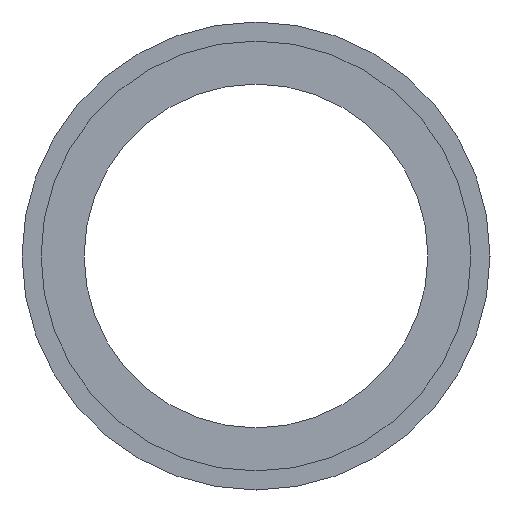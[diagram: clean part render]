
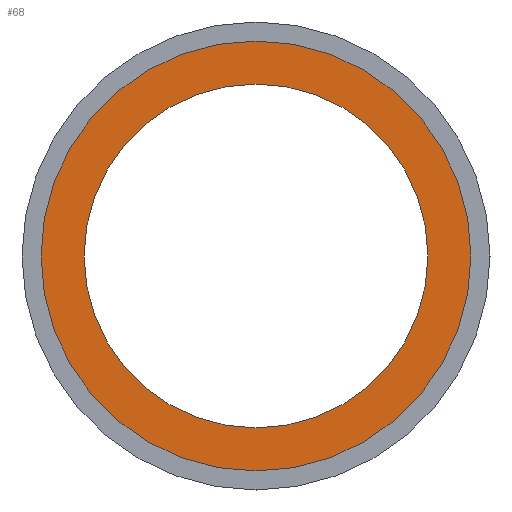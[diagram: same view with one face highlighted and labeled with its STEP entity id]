
A CAD part, front view. The second image highlights one B-rep face of the part: STEP entity #68.
In plain terms, the highlighted planar face has unit normal (0, -1, 0).
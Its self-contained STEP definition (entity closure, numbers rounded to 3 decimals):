
#20 = DIRECTION ( 'NONE',  ( 0., 0., -1. ) ) ;
#66 = DIRECTION ( 'NONE',  ( 0., 0., -1. ) ) ;
#68 = ADVANCED_FACE ( 'NONE', ( #331, #675 ), #144, .T. ) ;
#89 = AXIS2_PLACEMENT_3D ( 'NONE', #538, #706, #591 ) ;
#107 = CARTESIAN_POINT ( 'NONE',  ( 0., 0., -14. ) ) ;
#118 = CIRCLE ( 'NONE', #123, 17.5 ) ;
#123 = AXIS2_PLACEMENT_3D ( 'NONE', #230, #624, #66 ) ;
#135 = ORIENTED_EDGE ( 'NONE', *, *, #290, .F. ) ;
#144 = PLANE ( 'NONE',  #592 ) ;
#195 = ORIENTED_EDGE ( 'NONE', *, *, #199, .T. ) ;
#199 = EDGE_CURVE ( 'NONE', #529, #509, #118, .T. ) ;
#230 = CARTESIAN_POINT ( 'NONE',  ( 0., 0., 0. ) ) ;
#243 = CARTESIAN_POINT ( 'NONE',  ( 0., 0., 14. ) ) ;
#290 = EDGE_CURVE ( 'NONE', #322, #668, #299, .T. ) ;
#296 = ORIENTED_EDGE ( 'NONE', *, *, #453, .F. ) ;
#299 = CIRCLE ( 'NONE', #616, 14. ) ;
#315 = DIRECTION ( 'NONE',  ( 0., -1., 0. ) ) ;
#318 = CIRCLE ( 'NONE', #89, 14. ) ;
#322 = VERTEX_POINT ( 'NONE', #243 ) ;
#329 = CARTESIAN_POINT ( 'NONE',  ( 14., 0., 0. ) ) ;
#331 = FACE_OUTER_BOUND ( 'NONE', #536, .T. ) ;
#342 = ORIENTED_EDGE ( 'NONE', *, *, #573, .T. ) ;
#388 = DIRECTION ( 'NONE',  ( 0., 0., -1. ) ) ;
#390 = DIRECTION ( 'NONE',  ( 0., -1., 0. ) ) ;
#422 = CARTESIAN_POINT ( 'NONE',  ( 0., 0., 0. ) ) ;
#453 = EDGE_CURVE ( 'NONE', #668, #322, #318, .T. ) ;
#509 = VERTEX_POINT ( 'NONE', #699 ) ;
#529 = VERTEX_POINT ( 'NONE', #654 ) ;
#532 = DIRECTION ( 'NONE',  ( 0., -1., 0. ) ) ;
#536 = EDGE_LOOP ( 'NONE', ( #342, #195 ) ) ;
#538 = CARTESIAN_POINT ( 'NONE',  ( 0., 0., 0. ) ) ;
#573 = EDGE_CURVE ( 'NONE', #509, #529, #692, .T. ) ;
#582 = AXIS2_PLACEMENT_3D ( 'NONE', #645, #315, #698 ) ;
#591 = DIRECTION ( 'NONE',  ( 0., 0., -1. ) ) ;
#592 = AXIS2_PLACEMENT_3D ( 'NONE', #329, #390, #388 ) ;
#616 = AXIS2_PLACEMENT_3D ( 'NONE', #422, #532, #20 ) ;
#624 = DIRECTION ( 'NONE',  ( 0., -1., 0. ) ) ;
#645 = CARTESIAN_POINT ( 'NONE',  ( 0., 0., 0. ) ) ;
#654 = CARTESIAN_POINT ( 'NONE',  ( 0., 0., 17.5 ) ) ;
#668 = VERTEX_POINT ( 'NONE', #107 ) ;
#675 = FACE_BOUND ( 'NONE', #687, .T. ) ;
#687 = EDGE_LOOP ( 'NONE', ( #296, #135 ) ) ;
#692 = CIRCLE ( 'NONE', #582, 17.5 ) ;
#698 = DIRECTION ( 'NONE',  ( 0., 0., -1. ) ) ;
#699 = CARTESIAN_POINT ( 'NONE',  ( 0., 0., -17.5 ) ) ;
#706 = DIRECTION ( 'NONE',  ( 0., -1., 0. ) ) ;
